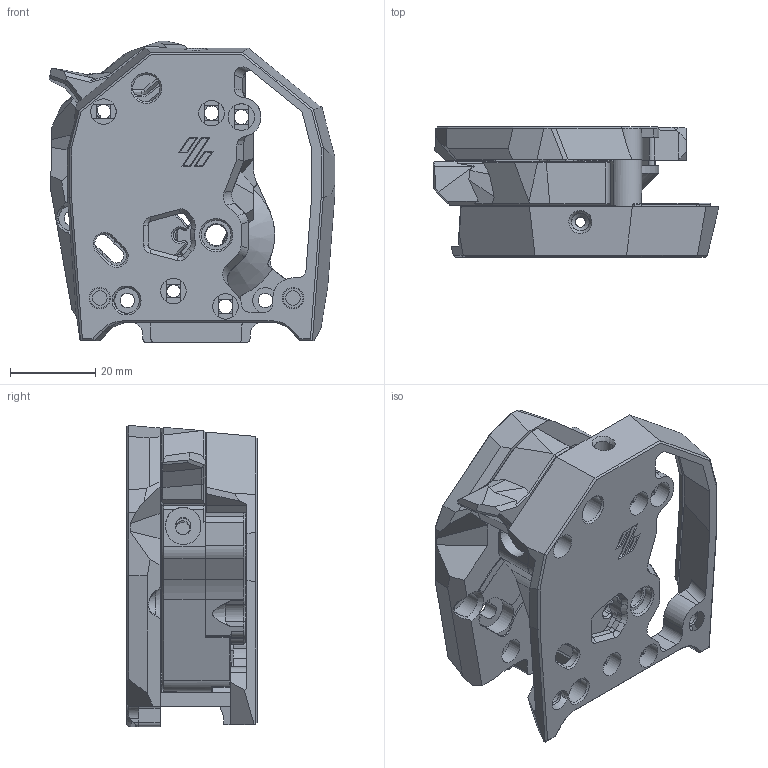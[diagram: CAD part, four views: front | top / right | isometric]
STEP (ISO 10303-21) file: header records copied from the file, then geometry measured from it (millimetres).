
FILE_DESCRIPTION(/* description */ (''),/* implementation_level */ '2;1');
FILE_NAME(/* name */ 'Clockwork2 v0.step',/* time_stamp */ '2023-04-16T17:07:21+02:00',/* author */ (''),/* organization */ (''),/* preprocessor_version */ 'ST-DEVELOPER v19.2',/* originating_system */ 'Autodesk Translation Framework v11.17.0.187',/* authorisation */ '');
FILE_SCHEMA (('AUTOMOTIVE_DESIGN { 1 0 10303 214 3 1 1 }'));
Length unit declared in the file: millimetre
Products named in the file (12): Clockwork2; main_body; motor_plate; guilder_a; guidler_b; Direct_Drivegear_without_setscrew (1) (1); Driveshaft Assembly (1); MR825 Ballbearing 5x8x2; Direct_Drivegear (1); DIN 913 - M3 x 2; Latch; NewShuttle
Assembly tree (12 placements, depth 3):
  Clockwork2
    main_body
    motor_plate
    guilder_a
    guidler_b
    Direct_Drivegear_without_setscrew (1) (1)
    Driveshaft Assembly (1)
      MR825 Ballbearing 5x8x2  x2
      Direct_Drivegear (1)
      DIN 913 - M3 x 2
    Latch
    NewShuttle
Bounding box: 67.17 x 30.6 x 70.8 mm (x, y, z)
Volume: 49462 mm3; surface area: 31819.3 mm2
Topology: 10 solids, 10 shells, 1322 faces, 3547 edges, 2246 vertices
Faces by surface type: plane 650, cylinder 424, cone 192, bspline 52, torus 4
Full cylindrical faces by diameter (mm): 2.4 x2, 2.5 x1, 2.9 x1, 3.1 x1, 3.2 x5, 3.4 x14, 4.2 x2, 4.7 x11, 5 x2, 5.05 x1, 6 x9, 6.248 x1, 6.4 x1, 7 x1, 7.4 x1, 8 x4, 8.1 x1, 8.2 x1
Entity records: 46666 total; most frequent: CARTESIAN_POINT 12984, DIRECTION 7099, ORIENTED_EDGE 7042, EDGE_CURVE 3521, AXIS2_PLACEMENT_3D 2540, VERTEX_POINT 2236, LINE 2019, VECTOR 2019
